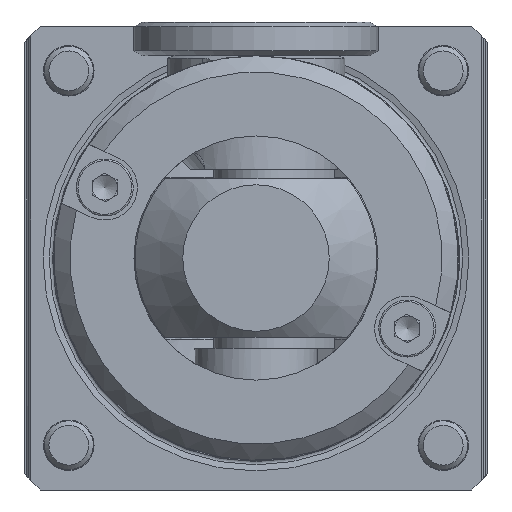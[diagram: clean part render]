
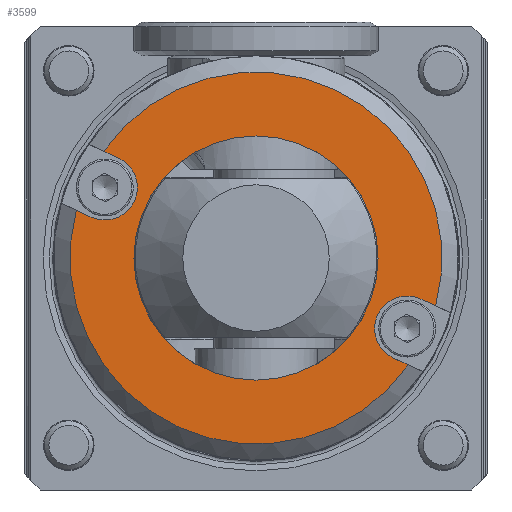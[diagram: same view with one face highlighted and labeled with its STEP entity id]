
A CAD part, left-side view. The second image highlights one B-rep face of the part: STEP entity #3599.
In plain terms, the highlighted planar face has unit normal (-1, 0, 0).
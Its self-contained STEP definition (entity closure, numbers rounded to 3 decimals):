
#115 = VERTEX_POINT ( 'NONE', #8368 ) ;
#484 = ORIENTED_EDGE ( 'NONE', *, *, #4135, .F. ) ;
#1200 = ORIENTED_EDGE ( 'NONE', *, *, #4504, .F. ) ;
#1286 = CIRCLE ( 'NONE', #13294, 4. ) ;
#1568 = CARTESIAN_POINT ( 'NONE',  ( -70., 0., 0. ) ) ;
#1687 = EDGE_LOOP ( 'NONE', ( #24558 ) ) ;
#1910 = CIRCLE ( 'NONE', #7772, 4. ) ;
#1954 = CARTESIAN_POINT ( 'NONE',  ( -70., 0., 0. ) ) ;
#2036 = DIRECTION ( 'NONE',  ( 1., 0., 0. ) ) ;
#2131 = CARTESIAN_POINT ( 'NONE',  ( -70., 16.889, 12.289 ) ) ;
#2154 = EDGE_CURVE ( 'NONE', #5700, #5700, #15802, .T. ) ;
#2720 = DIRECTION ( 'NONE',  ( -1., 0., 0. ) ) ;
#2777 = VERTEX_POINT ( 'NONE', #2131 ) ;
#3026 = DIRECTION ( 'NONE',  ( 0., 0., 1. ) ) ;
#3359 = CARTESIAN_POINT ( 'NONE',  ( -70., 0., 0. ) ) ;
#3468 = CARTESIAN_POINT ( 'NONE',  ( -70., -16.889, -12.289 ) ) ;
#3599 = ADVANCED_FACE ( 'NONE', ( #10844, #6205 ), #6860, .T. ) ;
#3603 = DIRECTION ( 'NONE',  ( 1., 0., 0. ) ) ;
#3819 = VERTEX_POINT ( 'NONE', #17464 ) ;
#4135 = EDGE_CURVE ( 'NONE', #18010, #10306, #15665, .T. ) ;
#4504 = EDGE_CURVE ( 'NONE', #115, #4700, #24863, .T. ) ;
#4612 = VECTOR ( 'NONE', #8511, 1000. ) ;
#4700 = VERTEX_POINT ( 'NONE', #12214 ) ;
#5004 = EDGE_CURVE ( 'NONE', #23738, #18010, #7064, .T. ) ;
#5410 = DIRECTION ( 'NONE',  ( 0., -0.906, -0.423 ) ) ;
#5666 = CARTESIAN_POINT ( 'NONE',  ( -70., -18.699, -13.133 ) ) ;
#5700 = VERTEX_POINT ( 'NONE', #20680 ) ;
#6147 = VECTOR ( 'NONE', #25231, 1000. ) ;
#6205 = FACE_BOUND ( 'NONE', #1687, .T. ) ;
#6366 = DIRECTION ( 'NONE',  ( -1., 0., 0. ) ) ;
#6860 = PLANE ( 'NONE',  #25290 ) ;
#7064 = LINE ( 'NONE', #3468, #19004 ) ;
#7089 = DIRECTION ( 'NONE',  ( 0., 0., 1. ) ) ;
#7261 = DIRECTION ( 'NONE',  ( 0., 0., -1. ) ) ;
#7376 = AXIS2_PLACEMENT_3D ( 'NONE', #3359, #3603, #7261 ) ;
#7772 = AXIS2_PLACEMENT_3D ( 'NONE', #12300, #6366, #16502 ) ;
#8086 = VECTOR ( 'NONE', #24738, 1000. ) ;
#8368 = CARTESIAN_POINT ( 'NONE',  ( -70., -22.08, -5.882 ) ) ;
#8511 = DIRECTION ( 'NONE',  ( 0., 0.906, 0.423 ) ) ;
#9275 = EDGE_CURVE ( 'NONE', #2777, #18943, #15028, .T. ) ;
#10306 = VERTEX_POINT ( 'NONE', #17716 ) ;
#10844 = FACE_OUTER_BOUND ( 'NONE', #17721, .T. ) ;
#12214 = CARTESIAN_POINT ( 'NONE',  ( -70., -20.27, -5.038 ) ) ;
#12287 = ORIENTED_EDGE ( 'NONE', *, *, #16836, .F. ) ;
#12300 = CARTESIAN_POINT ( 'NONE',  ( -70., 18.579, 8.664 ) ) ;
#12542 = ORIENTED_EDGE ( 'NONE', *, *, #9275, .F. ) ;
#12821 = EDGE_CURVE ( 'NONE', #18943, #115, #18449, .T. ) ;
#13294 = AXIS2_PLACEMENT_3D ( 'NONE', #16555, #2720, #3026 ) ;
#13368 = CARTESIAN_POINT ( 'NONE',  ( -70., -16.889, -12.289 ) ) ;
#13445 = EDGE_CURVE ( 'NONE', #4700, #23738, #1286, .T. ) ;
#15028 = LINE ( 'NONE', #18282, #4612 ) ;
#15211 = CARTESIAN_POINT ( 'NONE',  ( -70., -20.27, -5.038 ) ) ;
#15393 = DIRECTION ( 'NONE',  ( 0., 0., -1. ) ) ;
#15665 = CIRCLE ( 'NONE', #7376, 22.85 ) ;
#15802 = CIRCLE ( 'NONE', #19742, 15. ) ;
#16502 = DIRECTION ( 'NONE',  ( 0., 0., 1. ) ) ;
#16555 = CARTESIAN_POINT ( 'NONE',  ( -70., -18.579, -8.664 ) ) ;
#16836 = EDGE_CURVE ( 'NONE', #10306, #3819, #20061, .T. ) ;
#17373 = DIRECTION ( 'NONE',  ( 1., 0., 0. ) ) ;
#17464 = CARTESIAN_POINT ( 'NONE',  ( -70., 20.27, 5.038 ) ) ;
#17716 = CARTESIAN_POINT ( 'NONE',  ( -70., 22.08, 5.882 ) ) ;
#17721 = EDGE_LOOP ( 'NONE', ( #12287, #484, #22227, #23985, #1200, #23293, #12542, #22185 ) ) ;
#18010 = VERTEX_POINT ( 'NONE', #5666 ) ;
#18282 = CARTESIAN_POINT ( 'NONE',  ( -70., 20.538, 13.99 ) ) ;
#18449 = CIRCLE ( 'NONE', #22314, 22.85 ) ;
#18652 = CARTESIAN_POINT ( 'NONE',  ( -70., 23.919, 6.74 ) ) ;
#18830 = CARTESIAN_POINT ( 'NONE',  ( -70., 15., 0. ) ) ;
#18943 = VERTEX_POINT ( 'NONE', #20282 ) ;
#19004 = VECTOR ( 'NONE', #5410, 1000. ) ;
#19742 = AXIS2_PLACEMENT_3D ( 'NONE', #1568, #17373, #15393 ) ;
#20061 = LINE ( 'NONE', #18652, #8086 ) ;
#20282 = CARTESIAN_POINT ( 'NONE',  ( -70., 18.699, 13.133 ) ) ;
#20680 = CARTESIAN_POINT ( 'NONE',  ( -70., 0., -15. ) ) ;
#21534 = DIRECTION ( 'NONE',  ( 0., 0., -1. ) ) ;
#22185 = ORIENTED_EDGE ( 'NONE', *, *, #25342, .F. ) ;
#22227 = ORIENTED_EDGE ( 'NONE', *, *, #5004, .F. ) ;
#22314 = AXIS2_PLACEMENT_3D ( 'NONE', #1954, #2036, #21534 ) ;
#23293 = ORIENTED_EDGE ( 'NONE', *, *, #12821, .F. ) ;
#23738 = VERTEX_POINT ( 'NONE', #13368 ) ;
#23985 = ORIENTED_EDGE ( 'NONE', *, *, #13445, .F. ) ;
#24558 = ORIENTED_EDGE ( 'NONE', *, *, #2154, .T. ) ;
#24580 = DIRECTION ( 'NONE',  ( -1., 0., 0. ) ) ;
#24738 = DIRECTION ( 'NONE',  ( 0., -0.906, -0.423 ) ) ;
#24863 = LINE ( 'NONE', #15211, #6147 ) ;
#25231 = DIRECTION ( 'NONE',  ( 0., 0.906, 0.423 ) ) ;
#25290 = AXIS2_PLACEMENT_3D ( 'NONE', #18830, #24580, #7089 ) ;
#25342 = EDGE_CURVE ( 'NONE', #3819, #2777, #1910, .T. ) ;
